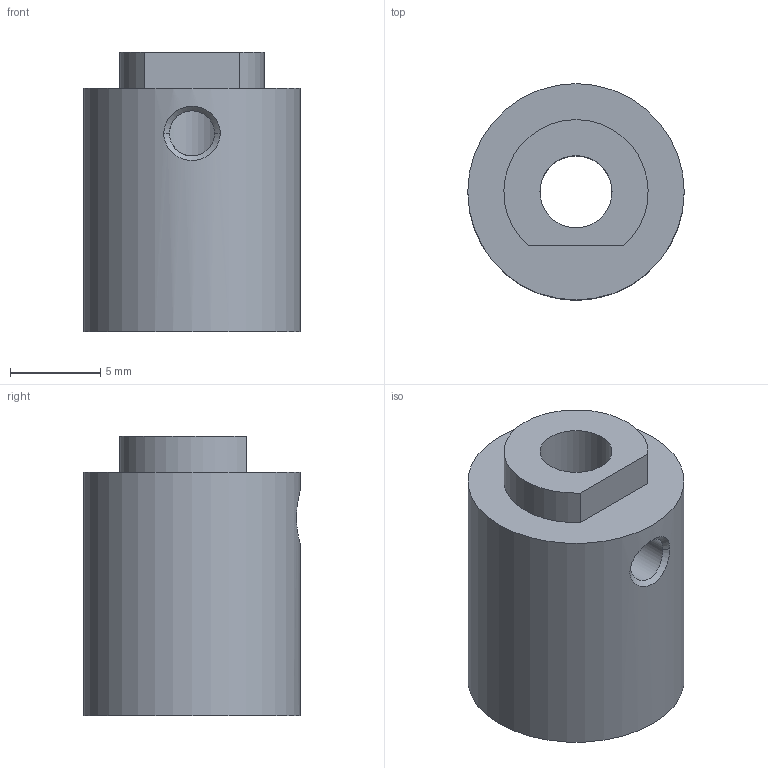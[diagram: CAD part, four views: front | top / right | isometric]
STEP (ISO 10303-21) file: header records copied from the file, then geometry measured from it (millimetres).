
FILE_DESCRIPTION(/* description */ (''),/* implementation_level */ '2;1');
FILE_NAME(/* name */ 'Matrix_12-0056_Insert.ipt.stp',/* time_stamp */ '2014-12-18T17:44:10-08:00',/* author */ ('Autodesk Inc.'),/* organization */ ('Autodesk Inc.'),/* preprocessor_version */ 'ST-DEVELOPER v15.6',/* originating_system */ 'Autodesk Inventor 2015',/* authorisation */ '');
FILE_SCHEMA (('AUTOMOTIVE_DESIGN { 1 0 10303 214 3 1 1 }'));
Length unit declared in the file: millimetre
Products named in the file (1): Matrix_12-0056_Insert
Bounding box: 12 x 12 x 15.5 mm (x, y, z)
Volume: 1405 mm3; surface area: 975.1 mm2
Topology: 1 solids, 1 shells, 10 faces, 20 edges, 13 vertices
Faces by surface type: plane 4, cylinder 4, bspline 2
Full cylindrical faces by diameter (mm): 2.5 x1, 4 x1, 12 x1
Entity records: 532 total; most frequent: CARTESIAN_POINT 310, DIRECTION 36, ORIENTED_EDGE 34, EDGE_LOOP 18, EDGE_CURVE 17, AXIS2_PLACEMENT_3D 15, VERTEX_POINT 13, FACE_OUTER_BOUND 10
